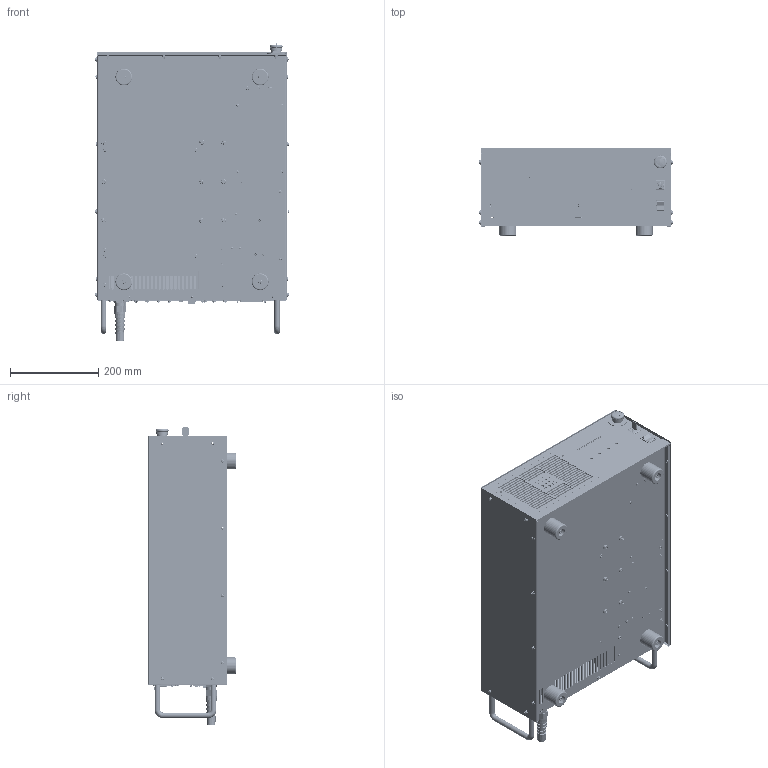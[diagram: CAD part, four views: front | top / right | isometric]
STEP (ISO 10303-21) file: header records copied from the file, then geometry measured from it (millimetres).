
FILE_DESCRIPTION (( 'STEP AP214' ), '1' );
FILE_NAME ('SPI_Chassis.STEP', '2013-09-05T18:25:33', ( 'USER-PC' ), ( '' ), 'SwSTEP 2.0', 'SolidWorks 2012', '' );
FILE_SCHEMA (( 'AUTOMOTIVE_DESIGN' ));
Length unit declared in the file: inch
Products named in the file (1): SPI_Chassis
Bounding box: 440.18 x 198.75 x 675.28 mm (x, y, z)
Surface area: 2042957.6 mm2 (no closed solid volume)
Topology: 0 solids, 1442 shells, 4752 faces, 27634 edges, 23757 vertices
Faces by surface type: plane 2596, cylinder 1328, cone 467, bspline 185, torus 101, sphere 75
Entity records: 389247 total; most frequent: CARTESIAN_POINT 118298, DIRECTION 41832, ORIENTED_EDGE 33674, EDGE_CURVE 27602, VERTEX_POINT 23754, LINE 15836, VECTOR 15836, AXIS2_PLACEMENT_3D 12998
